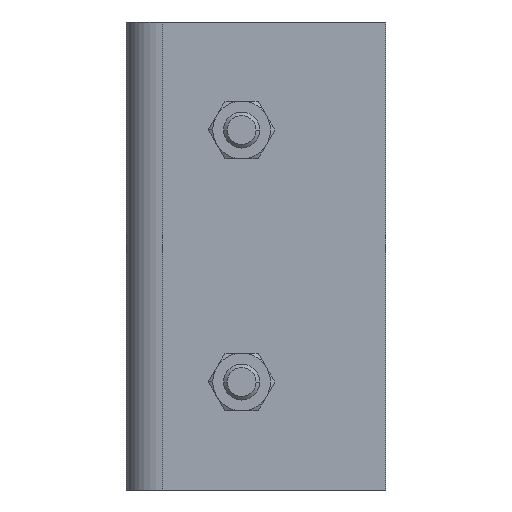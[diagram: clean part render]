
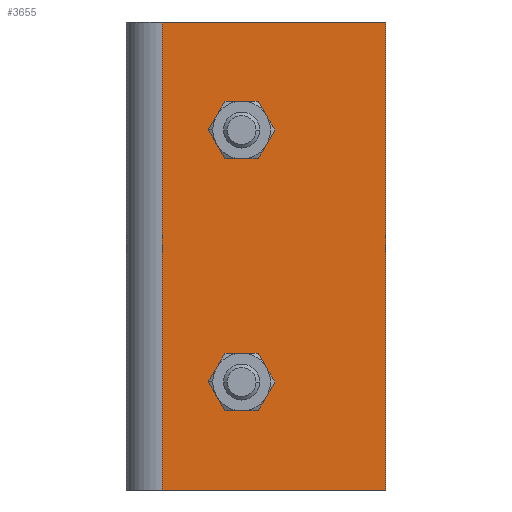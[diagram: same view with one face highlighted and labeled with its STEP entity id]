
A CAD part, front view. The second image highlights one B-rep face of the part: STEP entity #3655.
In plain terms, the highlighted planar face has unit normal (0, -1, 0).
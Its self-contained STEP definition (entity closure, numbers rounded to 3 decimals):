
#20 = VERTEX_POINT ( 'NONE', #2192 ) ;
#33 = VERTEX_POINT ( 'NONE', #2177 ) ;
#53 = DIRECTION ( 'NONE',  ( 0., 1., 0. ) ) ;
#174 = ORIENTED_EDGE ( 'NONE', *, *, #3258, .T. ) ;
#246 = CARTESIAN_POINT ( 'NONE',  ( 33., 0., -35.75 ) ) ;
#266 = CARTESIAN_POINT ( 'NONE',  ( 13., 0., 17.5 ) ) ;
#281 = CIRCLE ( 'NONE', #1238, 2.75 ) ;
#350 = CARTESIAN_POINT ( 'NONE',  ( 10.25, 0., 17.5 ) ) ;
#400 = EDGE_CURVE ( 'NONE', #33, #481, #2827, .T. ) ;
#455 = VERTEX_POINT ( 'NONE', #3686 ) ;
#465 = EDGE_CURVE ( 'NONE', #455, #2442, #3456, .T. ) ;
#481 = VERTEX_POINT ( 'NONE', #350 ) ;
#501 = DIRECTION ( 'NONE',  ( 1., 0., 0. ) ) ;
#533 = DIRECTION ( 'NONE',  ( 0., 0., 1. ) ) ;
#621 = DIRECTION ( 'NONE',  ( 0., 1., 0. ) ) ;
#629 = DIRECTION ( 'NONE',  ( -1., 0., 0. ) ) ;
#703 = EDGE_LOOP ( 'NONE', ( #3036, #1604 ) ) ;
#716 = FACE_BOUND ( 'NONE', #703, .T. ) ;
#727 = EDGE_LOOP ( 'NONE', ( #2746, #950 ) ) ;
#836 = DIRECTION ( 'NONE',  ( 0., 1., 0. ) ) ;
#854 = DIRECTION ( 'NONE',  ( 1., 0., 0. ) ) ;
#950 = ORIENTED_EDGE ( 'NONE', *, *, #400, .T. ) ;
#963 = LINE ( 'NONE', #246, #3143 ) ;
#1037 = ORIENTED_EDGE ( 'NONE', *, *, #3223, .T. ) ;
#1106 = CARTESIAN_POINT ( 'NONE',  ( 2., 0., -32.5 ) ) ;
#1121 = DIRECTION ( 'NONE',  ( -1., 0., 0. ) ) ;
#1132 = CIRCLE ( 'NONE', #2818, 2.75 ) ;
#1139 = CARTESIAN_POINT ( 'NONE',  ( 13., 0., 17.5 ) ) ;
#1148 = AXIS2_PLACEMENT_3D ( 'NONE', #1884, #1356, #3030 ) ;
#1199 = CARTESIAN_POINT ( 'NONE',  ( 33., 0., 32.5 ) ) ;
#1238 = AXIS2_PLACEMENT_3D ( 'NONE', #1139, #53, #629 ) ;
#1291 = DIRECTION ( 'NONE',  ( -1., 0., 0. ) ) ;
#1356 = DIRECTION ( 'NONE',  ( 0., 1., 0. ) ) ;
#1415 = DIRECTION ( 'NONE',  ( 0., -1., 0. ) ) ;
#1555 = EDGE_CURVE ( 'NONE', #2714, #20, #3158, .T. ) ;
#1588 = ORIENTED_EDGE ( 'NONE', *, *, #465, .T. ) ;
#1604 = ORIENTED_EDGE ( 'NONE', *, *, #2848, .T. ) ;
#1657 = CARTESIAN_POINT ( 'NONE',  ( 33., 0., -32.5 ) ) ;
#1811 = VECTOR ( 'NONE', #2842, 1000. ) ;
#1884 = CARTESIAN_POINT ( 'NONE',  ( 13., 0., -17.5 ) ) ;
#1905 = ORIENTED_EDGE ( 'NONE', *, *, #2252, .T. ) ;
#2013 = CARTESIAN_POINT ( 'NONE',  ( 0.45, 0., -32.5 ) ) ;
#2019 = DIRECTION ( 'NONE',  ( -1., 0., 0. ) ) ;
#2062 = CARTESIAN_POINT ( 'NONE',  ( 13., 0., -17.5 ) ) ;
#2099 = VECTOR ( 'NONE', #1291, 1000. ) ;
#2165 = AXIS2_PLACEMENT_3D ( 'NONE', #266, #836, #1121 ) ;
#2177 = CARTESIAN_POINT ( 'NONE',  ( 15.75, 0., 17.5 ) ) ;
#2192 = CARTESIAN_POINT ( 'NONE',  ( 15.75, 0., -17.5 ) ) ;
#2252 = EDGE_CURVE ( 'NONE', #2531, #455, #2629, .T. ) ;
#2442 = VERTEX_POINT ( 'NONE', #1106 ) ;
#2455 = EDGE_CURVE ( 'NONE', #481, #33, #281, .T. ) ;
#2531 = VERTEX_POINT ( 'NONE', #1199 ) ;
#2629 = LINE ( 'NONE', #3262, #2099 ) ;
#2714 = VERTEX_POINT ( 'NONE', #3020 ) ;
#2746 = ORIENTED_EDGE ( 'NONE', *, *, #2455, .T. ) ;
#2818 = AXIS2_PLACEMENT_3D ( 'NONE', #2062, #621, #2019 ) ;
#2827 = CIRCLE ( 'NONE', #2165, 2.75 ) ;
#2829 = CARTESIAN_POINT ( 'NONE',  ( 2., 0., -35.75 ) ) ;
#2842 = DIRECTION ( 'NONE',  ( 0., 0., -1. ) ) ;
#2848 = EDGE_CURVE ( 'NONE', #20, #2714, #1132, .T. ) ;
#2884 = VECTOR ( 'NONE', #854, 1000. ) ;
#3020 = CARTESIAN_POINT ( 'NONE',  ( 10.25, 0., -17.5 ) ) ;
#3030 = DIRECTION ( 'NONE',  ( -1., 0., 0. ) ) ;
#3036 = ORIENTED_EDGE ( 'NONE', *, *, #1555, .T. ) ;
#3081 = PLANE ( 'NONE',  #3678 ) ;
#3142 = VERTEX_POINT ( 'NONE', #1657 ) ;
#3143 = VECTOR ( 'NONE', #533, 1000. ) ;
#3158 = CIRCLE ( 'NONE', #1148, 2.75 ) ;
#3194 = LINE ( 'NONE', #2013, #2884 ) ;
#3223 = EDGE_CURVE ( 'NONE', #2442, #3142, #3194, .T. ) ;
#3258 = EDGE_CURVE ( 'NONE', #3142, #2531, #963, .T. ) ;
#3262 = CARTESIAN_POINT ( 'NONE',  ( 0.45, 0., 32.5 ) ) ;
#3361 = FACE_OUTER_BOUND ( 'NONE', #3645, .T. ) ;
#3397 = CARTESIAN_POINT ( 'NONE',  ( 0.45, 0., -35.75 ) ) ;
#3456 = LINE ( 'NONE', #2829, #1811 ) ;
#3645 = EDGE_LOOP ( 'NONE', ( #1588, #1037, #174, #1905 ) ) ;
#3655 = ADVANCED_FACE ( 'NONE', ( #3675, #716, #3361 ), #3081, .T. ) ;
#3675 = FACE_BOUND ( 'NONE', #727, .T. ) ;
#3678 = AXIS2_PLACEMENT_3D ( 'NONE', #3397, #1415, #501 ) ;
#3686 = CARTESIAN_POINT ( 'NONE',  ( 2., 0., 32.5 ) ) ;
